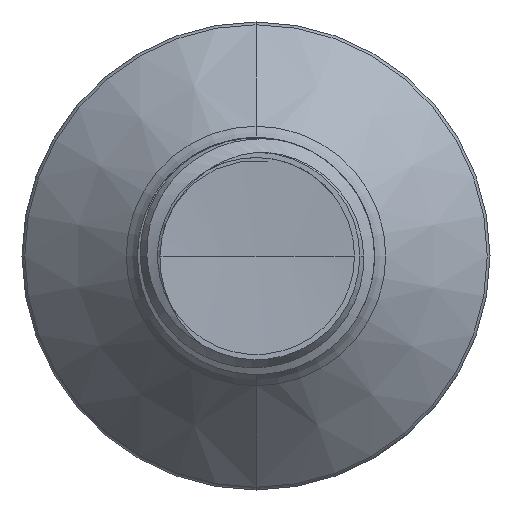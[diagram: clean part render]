
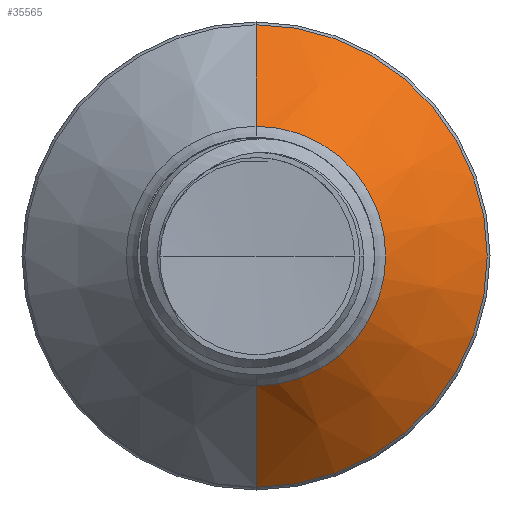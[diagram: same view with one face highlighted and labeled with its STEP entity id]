
A CAD part, front view. The second image highlights one B-rep face of the part: STEP entity #35565.
In plain terms, the highlighted conical face has half-angle 45 degrees and reference radius 4.381 mm.
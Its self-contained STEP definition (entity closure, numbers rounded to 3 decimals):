
#1025 = EDGE_CURVE ( 'NONE', #18196, #32542, #24720, .T. ) ;
#1132 = AXIS2_PLACEMENT_3D ( 'NONE', #18848, #4184, #27503 ) ;
#1970 = CIRCLE ( 'NONE', #23692, 4.381 ) ;
#3033 = VERTEX_POINT ( 'NONE', #28541 ) ;
#3102 = CONICAL_SURFACE ( 'NONE', #1132, 4.381, 0.785 ) ;
#3955 = EDGE_CURVE ( 'NONE', #3033, #18196, #1970, .T. ) ;
#4184 = DIRECTION ( 'NONE',  ( 0., 1., 0. ) ) ;
#6262 = ORIENTED_EDGE ( 'NONE', *, *, #34274, .F. ) ;
#7980 = LINE ( 'NONE', #12035, #29068 ) ;
#9178 = VECTOR ( 'NONE', #16398, 1000. ) ;
#9342 = AXIS2_PLACEMENT_3D ( 'NONE', #30395, #13593, #32832 ) ;
#10888 = CARTESIAN_POINT ( 'NONE',  ( 0., 36.485, 7.807 ) ) ;
#12035 = CARTESIAN_POINT ( 'NONE',  ( 0., 33.058, 4.381 ) ) ;
#12166 = FACE_OUTER_BOUND ( 'NONE', #12512, .T. ) ;
#12512 = EDGE_LOOP ( 'NONE', ( #23297, #18677, #35408, #6262 ) ) ;
#13593 = DIRECTION ( 'NONE',  ( 0., 1., 0. ) ) ;
#14170 = DIRECTION ( 'NONE',  ( 0., 1., 0. ) ) ;
#16291 = VERTEX_POINT ( 'NONE', #10888 ) ;
#16398 = DIRECTION ( 'NONE',  ( 0., 0.707, -0.707 ) ) ;
#16497 = CARTESIAN_POINT ( 'NONE',  ( 0., 33.058, -4.381 ) ) ;
#18031 = DIRECTION ( 'NONE',  ( 0., 0.707, 0.707 ) ) ;
#18196 = VERTEX_POINT ( 'NONE', #22323 ) ;
#18677 = ORIENTED_EDGE ( 'NONE', *, *, #1025, .T. ) ;
#18848 = CARTESIAN_POINT ( 'NONE',  ( 0., 33.058, 0. ) ) ;
#19184 = CIRCLE ( 'NONE', #9342, 7.807 ) ;
#19494 = CARTESIAN_POINT ( 'NONE',  ( 0., 36.485, -7.807 ) ) ;
#22323 = CARTESIAN_POINT ( 'NONE',  ( 0., 33.058, -4.381 ) ) ;
#23297 = ORIENTED_EDGE ( 'NONE', *, *, #3955, .T. ) ;
#23692 = AXIS2_PLACEMENT_3D ( 'NONE', #30876, #14170, #33279 ) ;
#24720 = LINE ( 'NONE', #16497, #9178 ) ;
#27503 = DIRECTION ( 'NONE',  ( 0., 0., 1. ) ) ;
#28541 = CARTESIAN_POINT ( 'NONE',  ( 0., 33.058, 4.381 ) ) ;
#29068 = VECTOR ( 'NONE', #18031, 1000. ) ;
#30395 = CARTESIAN_POINT ( 'NONE',  ( 0., 36.485, 0. ) ) ;
#30876 = CARTESIAN_POINT ( 'NONE',  ( 0., 33.058, 0. ) ) ;
#32542 = VERTEX_POINT ( 'NONE', #19494 ) ;
#32832 = DIRECTION ( 'NONE',  ( 0., 0., 1. ) ) ;
#33279 = DIRECTION ( 'NONE',  ( 0., 0., 1. ) ) ;
#34274 = EDGE_CURVE ( 'NONE', #3033, #16291, #7980, .T. ) ;
#35408 = ORIENTED_EDGE ( 'NONE', *, *, #35877, .F. ) ;
#35565 = ADVANCED_FACE ( 'NONE', ( #12166 ), #3102, .T. ) ;
#35877 = EDGE_CURVE ( 'NONE', #16291, #32542, #19184, .T. ) ;
